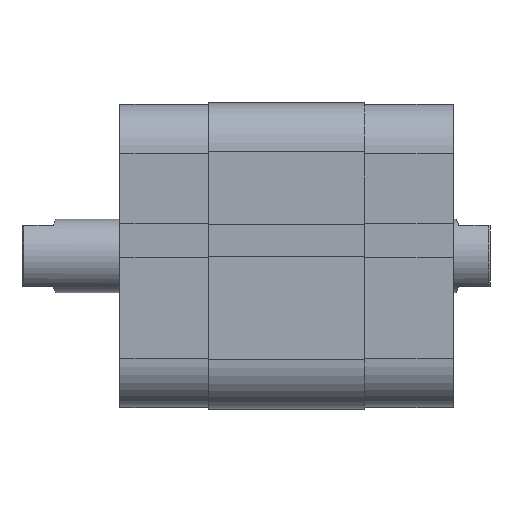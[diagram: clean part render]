
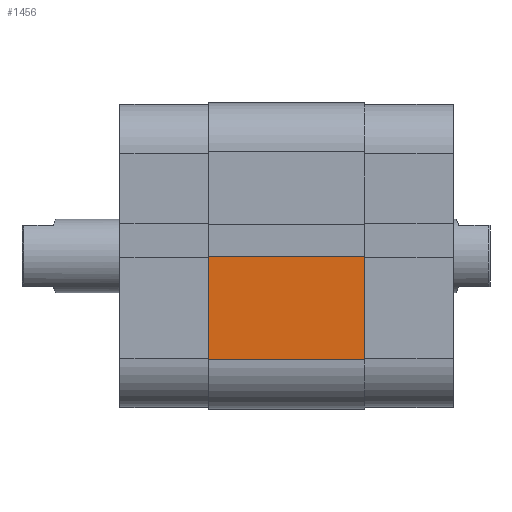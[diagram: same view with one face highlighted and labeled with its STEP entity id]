
A CAD part, top view. The second image highlights one B-rep face of the part: STEP entity #1456.
In plain terms, the highlighted face is planar.
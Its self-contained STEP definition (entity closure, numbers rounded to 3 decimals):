
#33 = EDGE_CURVE ( 'NONE', #5812, #5816, #2727, .T. ) ;
#37 = EDGE_CURVE ( 'NONE', #5812, #5810, #2722, .T. ) ;
#40 = EDGE_CURVE ( 'NONE', #5816, #5815, #2724, .T. ) ;
#41 = EDGE_CURVE ( 'NONE', #5810, #5815, #2733, .T. ) ;
#1065 = CARTESIAN_POINT ( 'NONE',  ( 0.1, -25., 0. ) ) ;
#1067 = CARTESIAN_POINT ( 'NONE',  ( 0.1, -25., 25.5 ) ) ;
#1070 = CARTESIAN_POINT ( 'NONE',  ( 17., -25., 0. ) ) ;
#1071 = CARTESIAN_POINT ( 'NONE',  ( 17., -25., 25.5 ) ) ;
#1456 = ADVANCED_FACE ( 'NONE', ( #3155 ), #5095, .F. ) ;
#2145 = AXIS2_PLACEMENT_3D ( 'NONE', #4774, #4893, #4820 ) ;
#2439 = ORIENTED_EDGE ( 'NONE', *, *, #37, .T. ) ;
#2440 = ORIENTED_EDGE ( 'NONE', *, *, #33, .F. ) ;
#2441 = ORIENTED_EDGE ( 'NONE', *, *, #40, .F. ) ;
#2442 = ORIENTED_EDGE ( 'NONE', *, *, #41, .T. ) ;
#2718 = VECTOR ( 'NONE', #5215, 1000. ) ;
#2722 = LINE ( 'NONE', #5219, #2718 ) ;
#2724 = LINE ( 'NONE', #5213, #2740 ) ;
#2727 = LINE ( 'NONE', #5258, #2728 ) ;
#2728 = VECTOR ( 'NONE', #5253, 1000. ) ;
#2733 = LINE ( 'NONE', #5199, #2742 ) ;
#2740 = VECTOR ( 'NONE', #5193, 1000. ) ;
#2742 = VECTOR ( 'NONE', #5190, 1000. ) ;
#3155 = FACE_OUTER_BOUND ( 'NONE', #6581, .T. ) ;
#4774 = CARTESIAN_POINT ( 'NONE',  ( 0., -25., 25.5 ) ) ;
#4820 = DIRECTION ( 'NONE',  ( -1., 0., 0. ) ) ;
#4893 = DIRECTION ( 'NONE',  ( 0., 1., 0. ) ) ;
#5095 = PLANE ( 'NONE',  #2145 ) ;
#5190 = DIRECTION ( 'NONE',  ( 1., 0., 0. ) ) ;
#5193 = DIRECTION ( 'NONE',  ( 0., 0., -1. ) ) ;
#5199 = CARTESIAN_POINT ( 'NONE',  ( 0., -25., 0. ) ) ;
#5213 = CARTESIAN_POINT ( 'NONE',  ( 17., -25., 25.5 ) ) ;
#5215 = DIRECTION ( 'NONE',  ( 0., 0., -1. ) ) ;
#5219 = CARTESIAN_POINT ( 'NONE',  ( 0.1, -25., 25.5 ) ) ;
#5253 = DIRECTION ( 'NONE',  ( 1., 0., 0. ) ) ;
#5258 = CARTESIAN_POINT ( 'NONE',  ( 0., -25., 25.5 ) ) ;
#5810 = VERTEX_POINT ( 'NONE', #1065 ) ;
#5812 = VERTEX_POINT ( 'NONE', #1067 ) ;
#5815 = VERTEX_POINT ( 'NONE', #1070 ) ;
#5816 = VERTEX_POINT ( 'NONE', #1071 ) ;
#6581 = EDGE_LOOP ( 'NONE', ( #2442, #2441, #2440, #2439 ) ) ;
